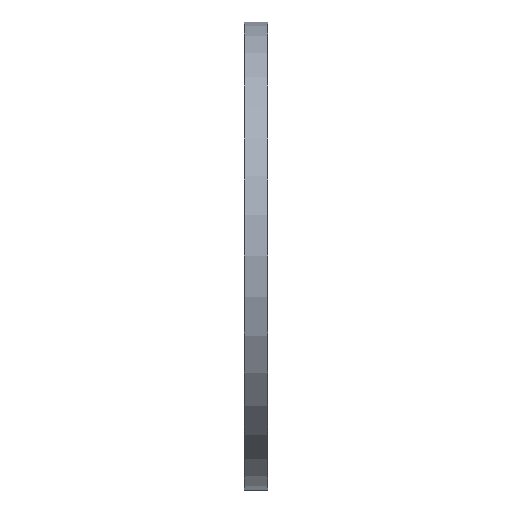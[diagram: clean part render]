
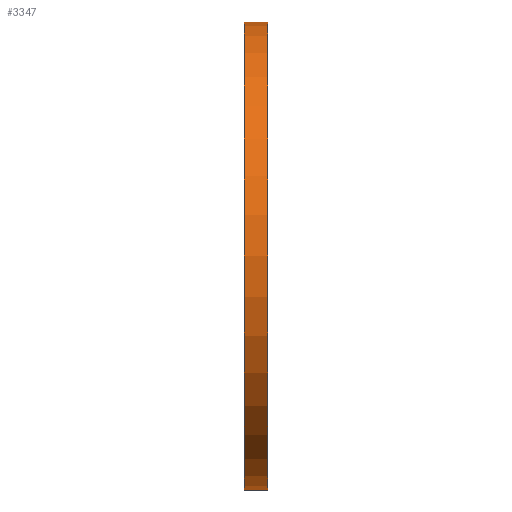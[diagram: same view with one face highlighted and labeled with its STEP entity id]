
A CAD part, left-side view. The second image highlights one B-rep face of the part: STEP entity #3347.
In plain terms, the highlighted cylindrical face has radius 60 mm (diameter 120 mm), a partial arc.
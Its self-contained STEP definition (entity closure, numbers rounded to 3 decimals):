
#645 = CARTESIAN_POINT ( 'NONE',  ( 0., 6., 0. ) ) ;
#889 = CARTESIAN_POINT ( 'NONE',  ( 0., 6., 0. ) ) ;
#1207 = LINE ( 'NONE', #11731, #2588 ) ;
#1422 = EDGE_CURVE ( 'NONE', #1875, #5153, #10562, .T. ) ;
#1486 = EDGE_CURVE ( 'NONE', #7551, #13916, #1207, .T. ) ;
#1875 = VERTEX_POINT ( 'NONE', #10027 ) ;
#1902 = VECTOR ( 'NONE', #13542, 1000. ) ;
#1953 = DIRECTION ( 'NONE',  ( 0., -1., 0. ) ) ;
#2447 = ORIENTED_EDGE ( 'NONE', *, *, #1486, .T. ) ;
#2545 = CYLINDRICAL_SURFACE ( 'NONE', #5351, 60. ) ;
#2588 = VECTOR ( 'NONE', #3928, 1000. ) ;
#3131 = CARTESIAN_POINT ( 'NONE',  ( 0., 6., -60. ) ) ;
#3347 = ADVANCED_FACE ( 'NONE', ( #6001 ), #2545, .T. ) ;
#3928 = DIRECTION ( 'NONE',  ( 0., -1., 0. ) ) ;
#4405 = DIRECTION ( 'NONE',  ( 0., 0., 1. ) ) ;
#5153 = VERTEX_POINT ( 'NONE', #13448 ) ;
#5204 = CIRCLE ( 'NONE', #11152, 60. ) ;
#5351 = AXIS2_PLACEMENT_3D ( 'NONE', #889, #1953, #14257 ) ;
#5390 = EDGE_CURVE ( 'NONE', #13916, #5153, #11375, .T. ) ;
#5468 = ORIENTED_EDGE ( 'NONE', *, *, #5390, .T. ) ;
#5470 = DIRECTION ( 'NONE',  ( 0., 1., 0. ) ) ;
#5771 = CARTESIAN_POINT ( 'NONE',  ( 0., 6., 60. ) ) ;
#6001 = FACE_OUTER_BOUND ( 'NONE', #7415, .T. ) ;
#6187 = CARTESIAN_POINT ( 'NONE',  ( 0., 0., -60. ) ) ;
#6852 = ORIENTED_EDGE ( 'NONE', *, *, #1422, .F. ) ;
#7415 = EDGE_LOOP ( 'NONE', ( #6852, #9383, #2447, #5468 ) ) ;
#7551 = VERTEX_POINT ( 'NONE', #3131 ) ;
#7652 = CARTESIAN_POINT ( 'NONE',  ( 0., 0., 0. ) ) ;
#9383 = ORIENTED_EDGE ( 'NONE', *, *, #11991, .F. ) ;
#10027 = CARTESIAN_POINT ( 'NONE',  ( 0., 6., 60. ) ) ;
#10562 = LINE ( 'NONE', #5771, #1902 ) ;
#10649 = AXIS2_PLACEMENT_3D ( 'NONE', #7652, #5470, #4405 ) ;
#10703 = DIRECTION ( 'NONE',  ( 0., 0., 1. ) ) ;
#11152 = AXIS2_PLACEMENT_3D ( 'NONE', #645, #11682, #10703 ) ;
#11375 = CIRCLE ( 'NONE', #10649, 60. ) ;
#11682 = DIRECTION ( 'NONE',  ( 0., 1., 0. ) ) ;
#11731 = CARTESIAN_POINT ( 'NONE',  ( 0., 6., -60. ) ) ;
#11991 = EDGE_CURVE ( 'NONE', #7551, #1875, #5204, .T. ) ;
#13448 = CARTESIAN_POINT ( 'NONE',  ( 0., 0., 60. ) ) ;
#13542 = DIRECTION ( 'NONE',  ( 0., -1., 0. ) ) ;
#13916 = VERTEX_POINT ( 'NONE', #6187 ) ;
#14257 = DIRECTION ( 'NONE',  ( 0., 0., -1. ) ) ;
